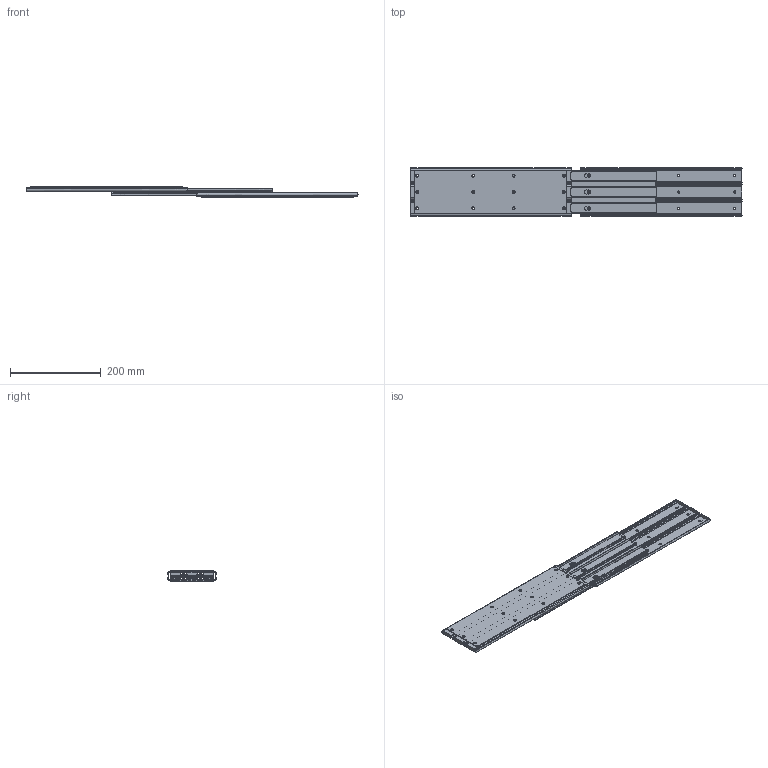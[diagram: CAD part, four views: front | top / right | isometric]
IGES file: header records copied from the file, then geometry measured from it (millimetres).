
Start section: SolidWorks IGES file using analytic representation for surfaces
Global section: file name: KC-411-14.IGS,15; native system: HSolidWorks 2018; preprocessor: SolidWorks 2018; author: 1337yo; date: 211118.161308; units: millimetre
Bounding box: 732.6 x 107.5 x 23.8 mm (x, y, z)
Surface area: 550705.2 mm2 (no closed solid volume)
Topology: 0 solids, 0 shells, 732 faces, 10416 edges, 10416 vertices
Faces by surface type: revolution 378, bspline 354
